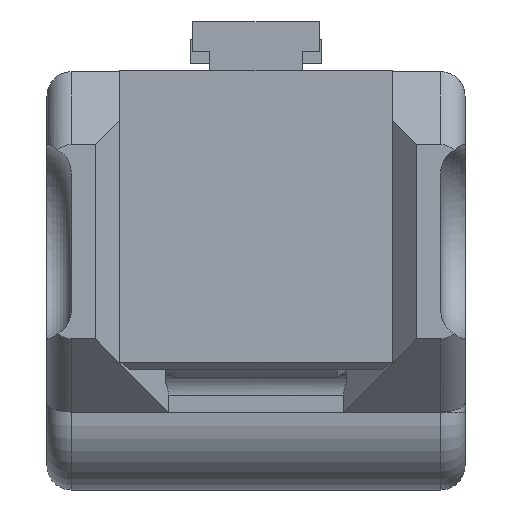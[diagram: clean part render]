
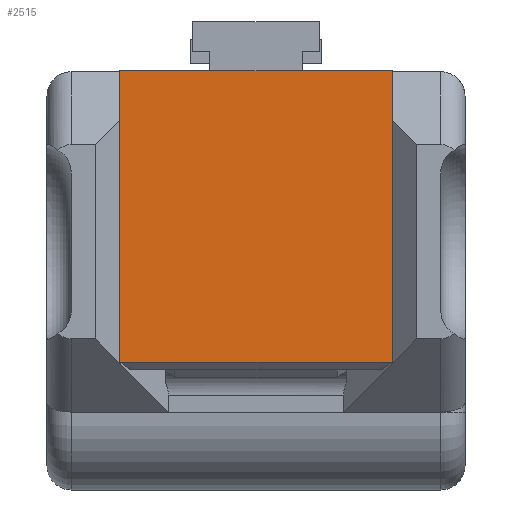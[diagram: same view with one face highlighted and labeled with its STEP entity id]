
A CAD part, top view. The second image highlights one B-rep face of the part: STEP entity #2515.
In plain terms, the highlighted face is planar.
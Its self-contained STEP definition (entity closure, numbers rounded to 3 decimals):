
#16 = DIRECTION ( 'NONE',  ( 0., 0., 1. ) ) ;
#116 = EDGE_CURVE ( 'NONE', #1509, #3077, #606, .T. ) ;
#154 = VECTOR ( 'NONE', #2206, 1000. ) ;
#159 = ORIENTED_EDGE ( 'NONE', *, *, #2331, .F. ) ;
#400 = ORIENTED_EDGE ( 'NONE', *, *, #4140, .F. ) ;
#443 = VECTOR ( 'NONE', #1218, 1000. ) ;
#606 = LINE ( 'NONE', #3114, #154 ) ;
#837 = DIRECTION ( 'NONE',  ( -1., 0., 0. ) ) ;
#946 = FACE_OUTER_BOUND ( 'NONE', #4094, .T. ) ;
#1177 = LINE ( 'NONE', #4061, #2144 ) ;
#1218 = DIRECTION ( 'NONE',  ( 1., 0., 0. ) ) ;
#1284 = PLANE ( 'NONE',  #3560 ) ;
#1509 = VERTEX_POINT ( 'NONE', #2425 ) ;
#1951 = CARTESIAN_POINT ( 'NONE',  ( -14., -15., 0. ) ) ;
#2091 = CARTESIAN_POINT ( 'NONE',  ( 14., 15., 0. ) ) ;
#2136 = CARTESIAN_POINT ( 'NONE',  ( -14., 15., 0. ) ) ;
#2144 = VECTOR ( 'NONE', #837, 1000. ) ;
#2157 = LINE ( 'NONE', #2782, #443 ) ;
#2198 = CARTESIAN_POINT ( 'NONE',  ( -14., 15., 0. ) ) ;
#2206 = DIRECTION ( 'NONE',  ( 0., 1., 0. ) ) ;
#2223 = DIRECTION ( 'NONE',  ( 1., 0., 0. ) ) ;
#2302 = EDGE_CURVE ( 'NONE', #2701, #3321, #2502, .T. ) ;
#2331 = EDGE_CURVE ( 'NONE', #3077, #2701, #1177, .T. ) ;
#2425 = CARTESIAN_POINT ( 'NONE',  ( 14., -15., 0. ) ) ;
#2502 = LINE ( 'NONE', #2198, #3631 ) ;
#2515 = ADVANCED_FACE ( 'NONE', ( #946 ), #1284, .F. ) ;
#2575 = CARTESIAN_POINT ( 'NONE',  ( 0., 0., 0. ) ) ;
#2701 = VERTEX_POINT ( 'NONE', #2136 ) ;
#2715 = ORIENTED_EDGE ( 'NONE', *, *, #116, .F. ) ;
#2782 = CARTESIAN_POINT ( 'NONE',  ( -14., -15., 0. ) ) ;
#3077 = VERTEX_POINT ( 'NONE', #2091 ) ;
#3114 = CARTESIAN_POINT ( 'NONE',  ( 14., 15., 0. ) ) ;
#3168 = DIRECTION ( 'NONE',  ( 0., -1., 0. ) ) ;
#3321 = VERTEX_POINT ( 'NONE', #1951 ) ;
#3442 = ORIENTED_EDGE ( 'NONE', *, *, #2302, .F. ) ;
#3560 = AXIS2_PLACEMENT_3D ( 'NONE', #2575, #16, #2223 ) ;
#3631 = VECTOR ( 'NONE', #3168, 1000. ) ;
#4061 = CARTESIAN_POINT ( 'NONE',  ( -14., 15., 0. ) ) ;
#4094 = EDGE_LOOP ( 'NONE', ( #2715, #400, #3442, #159 ) ) ;
#4140 = EDGE_CURVE ( 'NONE', #3321, #1509, #2157, .T. ) ;
